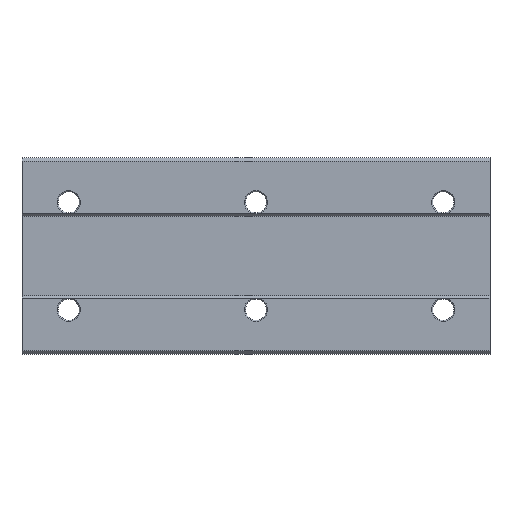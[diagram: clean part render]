
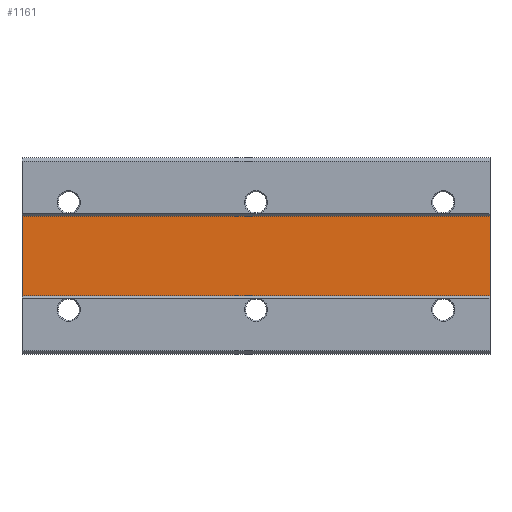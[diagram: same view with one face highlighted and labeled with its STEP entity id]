
A CAD part, front view. The second image highlights one B-rep face of the part: STEP entity #1161.
In plain terms, the highlighted planar face has unit normal (0, -1, 0).
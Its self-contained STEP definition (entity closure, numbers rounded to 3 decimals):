
#484 = CARTESIAN_POINT ( 'NONE',  ( -100., 0.5, 8.5 ) ) ;
#485 = DIRECTION ( 'NONE',  ( 1., 0., 0. ) ) ;
#486 = VECTOR ( 'NONE', #485, 1000. ) ;
#487 = CARTESIAN_POINT ( 'NONE',  ( -100., 0.5, 8.5 ) ) ;
#488 = LINE ( 'NONE', #487, #486 ) ;
#489 = CARTESIAN_POINT ( 'NONE',  ( 0., 0.5, 8.5 ) ) ;
#490 = DIRECTION ( 'NONE',  ( 0., 0., -1. ) ) ;
#491 = VECTOR ( 'NONE', #490, 1000. ) ;
#492 = CARTESIAN_POINT ( 'NONE',  ( 0., 0.5, -8.5 ) ) ;
#493 = LINE ( 'NONE', #492, #491 ) ;
#494 = DIRECTION ( 'NONE',  ( 0., 0., -1. ) ) ;
#495 = DIRECTION ( 'NONE',  ( 0., -1., 0. ) ) ;
#496 = CARTESIAN_POINT ( 'NONE',  ( -100., 0.5, -8.5 ) ) ;
#497 = AXIS2_PLACEMENT_3D ( 'NONE', #496, #495, #494 ) ;
#498 = PLANE ( 'NONE',  #497 ) ;
#499 = FACE_OUTER_BOUND ( 'NONE', #1162, .T. ) ;
#523 = CARTESIAN_POINT ( 'NONE',  ( -100., 0.5, -8.5 ) ) ;
#524 = DIRECTION ( 'NONE',  ( 1., 0., 0. ) ) ;
#525 = VECTOR ( 'NONE', #524, 1000. ) ;
#526 = CARTESIAN_POINT ( 'NONE',  ( -100., 0.5, -8.5 ) ) ;
#527 = LINE ( 'NONE', #526, #525 ) ;
#528 = CARTESIAN_POINT ( 'NONE',  ( 0., 0.5, -8.5 ) ) ;
#1070 = ORIENTED_EDGE ( 'NONE', *, *, #1071, .T. ) ;
#1071 = EDGE_CURVE ( 'NONE', #1168, #1181, #2383, .T. ) ;
#1072 = ORIENTED_EDGE ( 'NONE', *, *, #1180, .T. ) ;
#1161 = ADVANCED_FACE ( 'NONE', ( #499 ), #498, .T. ) ;
#1162 = EDGE_LOOP ( 'NONE', ( #1163, #1166, #1070, #1072 ) ) ;
#1163 = ORIENTED_EDGE ( 'NONE', *, *, #1164, .F. ) ;
#1164 = EDGE_CURVE ( 'NONE', #1165, #1178, #493, .T. ) ;
#1165 = VERTEX_POINT ( 'NONE', #489 ) ;
#1166 = ORIENTED_EDGE ( 'NONE', *, *, #1167, .F. ) ;
#1167 = EDGE_CURVE ( 'NONE', #1168, #1165, #488, .T. ) ;
#1168 = VERTEX_POINT ( 'NONE', #484 ) ;
#1178 = VERTEX_POINT ( 'NONE', #528 ) ;
#1180 = EDGE_CURVE ( 'NONE', #1181, #1178, #527, .T. ) ;
#1181 = VERTEX_POINT ( 'NONE', #523 ) ;
#2380 = DIRECTION ( 'NONE',  ( 0., 0., -1. ) ) ;
#2381 = VECTOR ( 'NONE', #2380, 1000. ) ;
#2382 = CARTESIAN_POINT ( 'NONE',  ( -100., 0.5, -8.5 ) ) ;
#2383 = LINE ( 'NONE', #2382, #2381 ) ;
